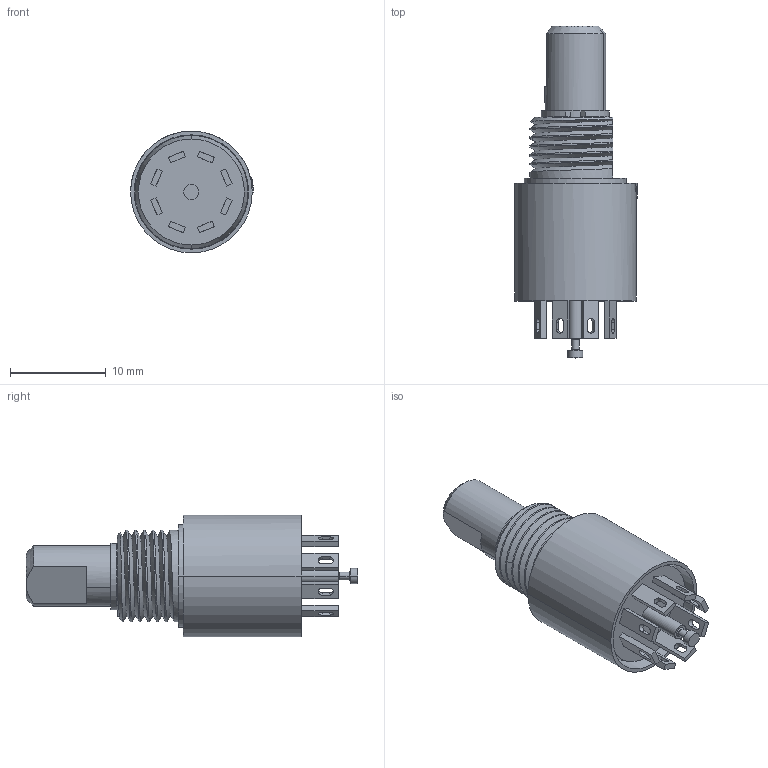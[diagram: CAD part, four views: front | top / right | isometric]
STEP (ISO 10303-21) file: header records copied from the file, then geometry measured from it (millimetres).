
FILE_DESCRIPTION((''),'2;1');
FILE_NAME('50KST45-01-1-XX_SW0001','2012-09-27T',('Administrator'),(''),'PRO/ENGINEER BY PARAMETRIC TECHNOLOGY CORPORATION, 2006200','PRO/ENGINEER BY PARAMETRIC TECHNOLOGY CORPORATION, 2006200','');
FILE_SCHEMA(('CONFIG_CONTROL_DESIGN'));
Length unit declared in the file: inch
Products named in the file (1): 50KST45-01-1-XX_SW0001
Bounding box: 12.83 x 34.65 x 12.7 mm (x, y, z)
Volume: 1302.6 mm3; surface area: 2730 mm2
Topology: 3 solids, 3 shells, 699 faces, 1941 edges, 1288 vertices
Faces by surface type: plane 522, cylinder 143, bspline 16, cone 14, torus 4
Entity records: 29617 total; most frequent: CARTESIAN_POINT 6380, ORIENTED_EDGE 3882, DIRECTION 3564, EDGE_CURVE 1941, VECTOR 1556, LINE 1556, VERTEX_POINT 1288, AXIS2_PLACEMENT_3D 1004
